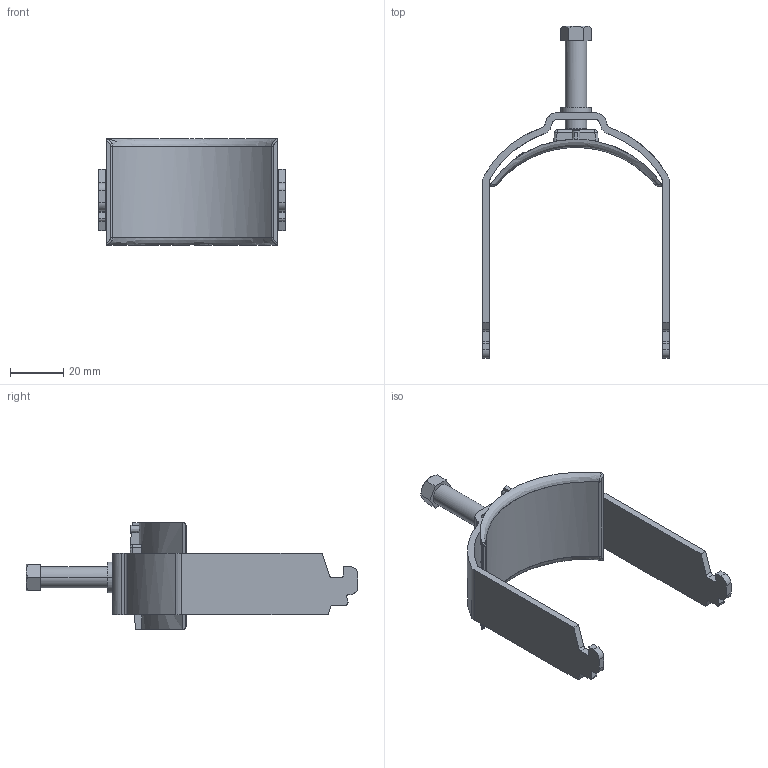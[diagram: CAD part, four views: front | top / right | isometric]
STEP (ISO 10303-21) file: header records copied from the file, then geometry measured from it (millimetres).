
FILE_DESCRIPTION(/* description */ (''),/* implementation_level */ '2;1');
FILE_NAME(/* name */ '1163647',/* time_stamp */ '2015-10-09T12:56:11+02:00',/* author */ (''),/* organization */ (''),/* preprocessor_version */ 'ST-DEVELOPER v15',/* originating_system */ '',/* authorisation */ '');
FILE_SCHEMA (('CONFIG_CONTROL_DESIGN'));
Length unit declared in the file: millimetre
Products named in the file (2): Document; Block 02
Assembly tree (1 placements, depth 2):
  Document
    Block 02
Bounding box: 70 x 124.5 x 40 mm (x, y, z)
Volume: 14193.3 mm3; surface area: 18949.9 mm2
Topology: 2 solids, 3 shells, 307 faces, 822 edges, 538 vertices
Faces by surface type: bspline 170, plane 137
Entity records: 19075 total; most frequent: CARTESIAN_POINT 13824, ORIENTED_EDGE 1629, EDGE_CURVE 821, B_SPLINE_CURVE_WITH_KNOTS 599, VERTEX_POINT 538, EDGE_LOOP 333, ADVANCED_FACE 307, FACE_OUTER_BOUND 307
